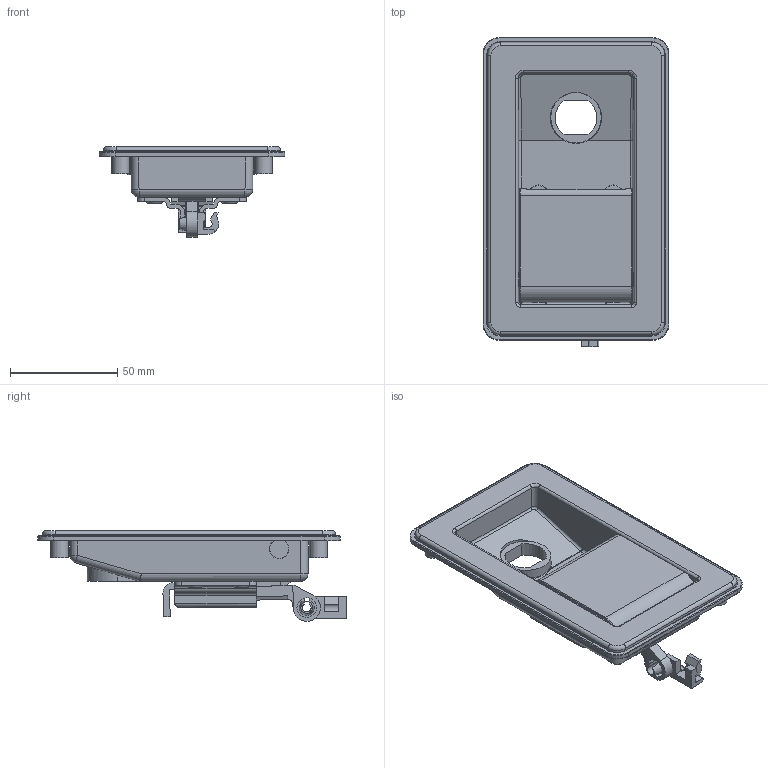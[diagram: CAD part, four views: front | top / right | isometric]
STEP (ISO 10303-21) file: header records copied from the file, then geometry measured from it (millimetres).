
FILE_DESCRIPTION(/* description */ (''),/* implementation_level */ '2;1');
FILE_NAME(/* name */ '4850-LC-R.stp',/* time_stamp */ '2020-11-24T17:10:01-05:00',/* author */ ('jenniferk'),/* organization */ (''),/* preprocessor_version */ 'ST-DEVELOPER v18.1',/* originating_system */ 'Autodesk Inventor 2020',/* authorisation */ '');
FILE_SCHEMA (('AUTOMOTIVE_DESIGN { 1 0 10303 214 3 1 1 }','TECHNICAL_DATA_PACKAGING'));
Length unit declared in the file: inch
Products named in the file (1): 4850-LC-R_Shrinkwrap_1
Bounding box: 86.74 x 144.1 x 42.24 mm (x, y, z)
Volume: 69526.9 mm3; surface area: 69936.1 mm2
Topology: 14 solids, 14 shells, 1175 faces, 2991 edges, 1847 vertices
Faces by surface type: plane 496, cylinder 288, torus 189, bspline 162, sphere 26, cone 14
Full cylindrical faces by diameter (mm): 3.454 x4, 3.962 x4, 4.445 x4, 4.572 x2, 4.699 x4, 4.953 x4, 5.08 x4, 6.096 x1, 6.35 x3, 6.629 x2, 8.255 x4, 9.144 x2, 9.525 x4
Entity records: 40854 total; most frequent: CARTESIAN_POINT 12039, ORIENTED_EDGE 5882, DIRECTION 5575, EDGE_CURVE 2941, AXIS2_PLACEMENT_3D 2016, VERTEX_POINT 1847, LINE 1543, VECTOR 1543
